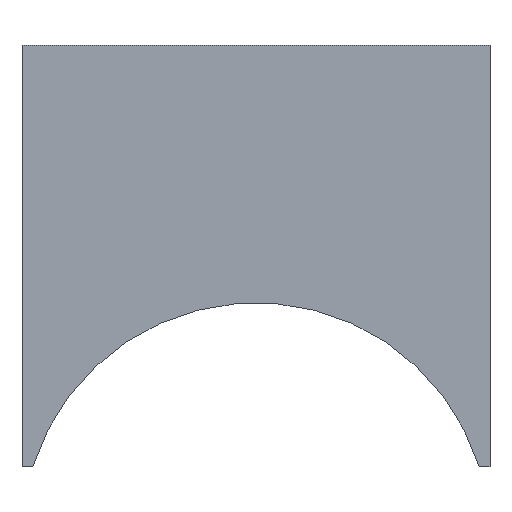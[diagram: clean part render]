
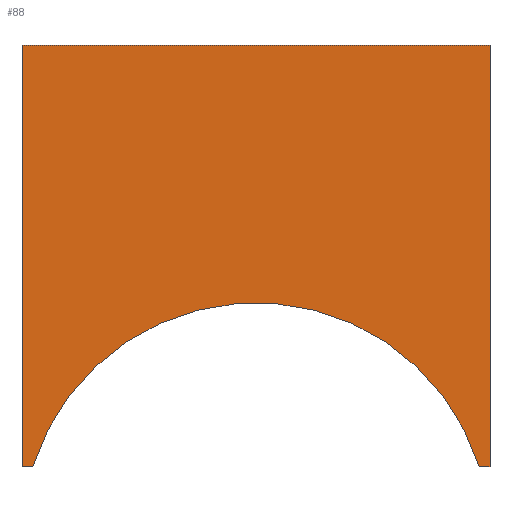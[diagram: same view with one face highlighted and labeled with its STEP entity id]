
A CAD part, front view. The second image highlights one B-rep face of the part: STEP entity #88.
In plain terms, the highlighted planar face has unit normal (0, -1, 0).
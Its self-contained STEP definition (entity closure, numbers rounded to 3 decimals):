
#22 = VERTEX_POINT('',#23);
#23 = CARTESIAN_POINT('',(-10.,-20.,3.));
#40 = VERTEX_POINT('',#41);
#41 = CARTESIAN_POINT('',(-10.,-20.,21.));
#47 = EDGE_CURVE('',#22,#40,#48,.T.);
#48 = LINE('',#49,#50);
#49 = CARTESIAN_POINT('',(-10.,-20.,0.));
#50 = VECTOR('',#51,1.);
#51 = DIRECTION('',(0.,0.,1.));
#61 = EDGE_CURVE('',#22,#62,#64,.T.);
#62 = VERTEX_POINT('',#63);
#63 = CARTESIAN_POINT('',(-9.539,-20.,3.));
#64 = LINE('',#65,#66);
#65 = CARTESIAN_POINT('',(-10.,-20.,3.));
#66 = VECTOR('',#67,1.);
#67 = DIRECTION('',(1.,0.,0.));
#88 = ADVANCED_FACE('',(#89),#124,.F.);
#89 = FACE_BOUND('',#90,.F.);
#90 = EDGE_LOOP('',(#91,#101,#108,#109,#110,#118));
#91 = ORIENTED_EDGE('',*,*,#92,.F.);
#92 = EDGE_CURVE('',#93,#95,#97,.T.);
#93 = VERTEX_POINT('',#94);
#94 = CARTESIAN_POINT('',(9.539,-20.,3.));
#95 = VERTEX_POINT('',#96);
#96 = CARTESIAN_POINT('',(10.,-20.,3.));
#97 = LINE('',#98,#99);
#98 = CARTESIAN_POINT('',(-10.,-20.,3.));
#99 = VECTOR('',#100,1.);
#100 = DIRECTION('',(1.,0.,0.));
#101 = ORIENTED_EDGE('',*,*,#102,.T.);
#102 = EDGE_CURVE('',#93,#62,#103,.T.);
#103 = CIRCLE('',#104,10.);
#104 = AXIS2_PLACEMENT_3D('',#105,#106,#107);
#105 = CARTESIAN_POINT('',(0.,-20.,0.));
#106 = DIRECTION('',(0.,-1.,0.));
#107 = DIRECTION('',(1.,0.,0.));
#108 = ORIENTED_EDGE('',*,*,#61,.F.);
#109 = ORIENTED_EDGE('',*,*,#47,.T.);
#110 = ORIENTED_EDGE('',*,*,#111,.T.);
#111 = EDGE_CURVE('',#40,#112,#114,.T.);
#112 = VERTEX_POINT('',#113);
#113 = CARTESIAN_POINT('',(10.,-20.,21.));
#114 = LINE('',#115,#116);
#115 = CARTESIAN_POINT('',(-10.,-20.,21.));
#116 = VECTOR('',#117,1.);
#117 = DIRECTION('',(1.,0.,0.));
#118 = ORIENTED_EDGE('',*,*,#119,.F.);
#119 = EDGE_CURVE('',#95,#112,#120,.T.);
#120 = LINE('',#121,#122);
#121 = CARTESIAN_POINT('',(10.,-20.,0.));
#122 = VECTOR('',#123,1.);
#123 = DIRECTION('',(0.,0.,1.));
#124 = PLANE('',#125);
#125 = AXIS2_PLACEMENT_3D('',#126,#127,#128);
#126 = CARTESIAN_POINT('',(-10.,-20.,0.));
#127 = DIRECTION('',(0.,1.,0.));
#128 = DIRECTION('',(1.,0.,0.));
